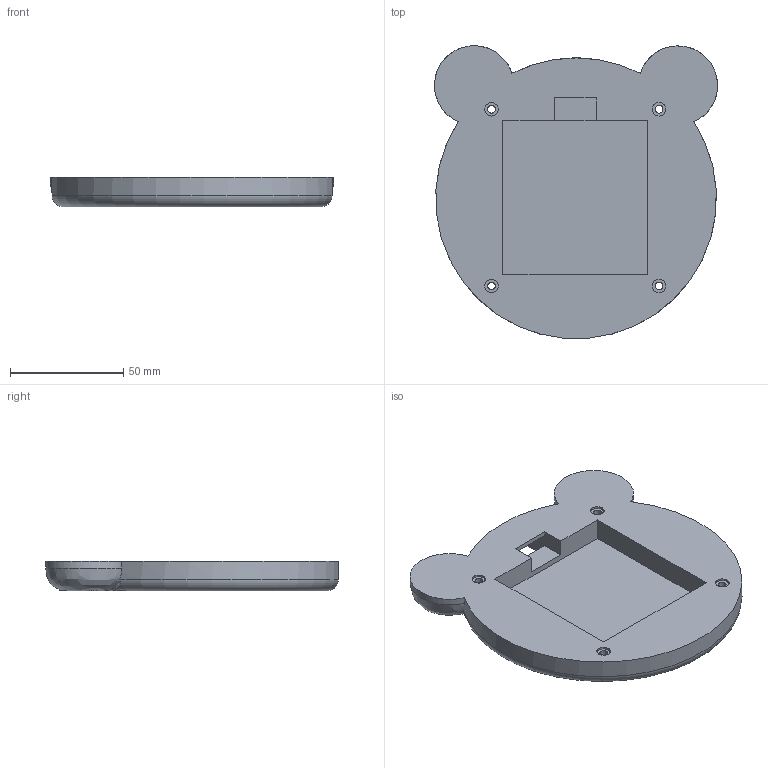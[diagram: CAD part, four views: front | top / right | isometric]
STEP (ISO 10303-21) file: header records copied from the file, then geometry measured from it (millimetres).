
FILE_DESCRIPTION(/* description */ (''),/* implementation_level */ '2;1');
FILE_NAME(/* name */ 'bottom-bear-case.step',/* time_stamp */ '2026-01-11T21:25:40-08:00',/* author */ (''),/* organization */ (''),/* preprocessor_version */ 'ST-DEVELOPER v20.1',/* originating_system */ 'Autodesk Translation Framework v14.21.0.0',/* authorisation */ '');
FILE_SCHEMA (('AUTOMOTIVE_DESIGN { 1 0 10303 214 3 1 1 }'));
Length unit declared in the file: millimetre
Products named in the file (1): 2026-01-02-21-25-37-863
Bounding box: 124.98 x 129.13 x 13 mm (x, y, z)
Volume: 121853.2 mm3; surface area: 35389.7 mm2
Topology: 1 solids, 1 shells, 42 faces, 99 edges, 64 vertices
Faces by surface type: plane 21, cylinder 16, bspline 4, torus 1
Full cylindrical faces by diameter (mm): 3.4 x4, 6 x8
Entity records: 1703 total; most frequent: CARTESIAN_POINT 693, DIRECTION 198, ORIENTED_EDGE 194, EDGE_CURVE 97, AXIS2_PLACEMENT_3D 74, VERTEX_POINT 64, EDGE_LOOP 59, LINE 50
